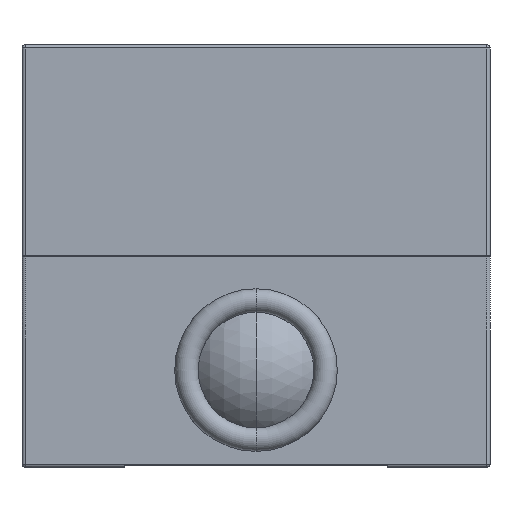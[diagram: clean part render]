
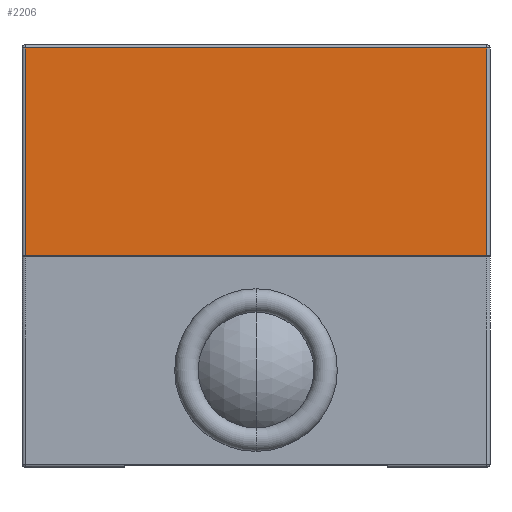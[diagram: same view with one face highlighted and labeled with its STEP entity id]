
A CAD part, front view. The second image highlights one B-rep face of the part: STEP entity #2206.
In plain terms, the highlighted planar face has unit normal (0, -1, 0).
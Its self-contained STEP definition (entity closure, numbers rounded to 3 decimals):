
#203 = CARTESIAN_POINT ( 'NONE',  ( 35.5, -75., 32. ) ) ;
#313 = CARTESIAN_POINT ( 'NONE',  ( 35.5, -75., 32.5 ) ) ;
#488 = VECTOR ( 'NONE', #784, 1000. ) ;
#577 = EDGE_CURVE ( 'NONE', #1639, #590, #602, .T. ) ;
#590 = VERTEX_POINT ( 'NONE', #3432 ) ;
#602 = LINE ( 'NONE', #4162, #5381 ) ;
#784 = DIRECTION ( 'NONE',  ( 0., 0., 1. ) ) ;
#975 = EDGE_LOOP ( 'NONE', ( #2457, #3117, #3388, #5339 ) ) ;
#1451 = CARTESIAN_POINT ( 'NONE',  ( -36., -75., 0.1 ) ) ;
#1518 = LINE ( 'NONE', #1451, #3986 ) ;
#1594 = DIRECTION ( 'NONE',  ( -1., 0., 0. ) ) ;
#1639 = VERTEX_POINT ( 'NONE', #203 ) ;
#1890 = LINE ( 'NONE', #5686, #3007 ) ;
#1967 = EDGE_CURVE ( 'NONE', #590, #4965, #1890, .T. ) ;
#2135 = EDGE_CURVE ( 'NONE', #4965, #3507, #1518, .T. ) ;
#2206 = ADVANCED_FACE ( 'NONE', ( #5669 ), #3392, .F. ) ;
#2457 = ORIENTED_EDGE ( 'NONE', *, *, #2135, .T. ) ;
#2514 = DIRECTION ( 'NONE',  ( 0., 0., -1. ) ) ;
#2725 = LINE ( 'NONE', #313, #488 ) ;
#2781 = CARTESIAN_POINT ( 'NONE',  ( 35.5, -75., 0.1 ) ) ;
#2926 = AXIS2_PLACEMENT_3D ( 'NONE', #4258, #4360, #1594 ) ;
#3007 = VECTOR ( 'NONE', #2514, 1000. ) ;
#3117 = ORIENTED_EDGE ( 'NONE', *, *, #3429, .T. ) ;
#3354 = CARTESIAN_POINT ( 'NONE',  ( -35.5, -75., 0.1 ) ) ;
#3388 = ORIENTED_EDGE ( 'NONE', *, *, #577, .T. ) ;
#3392 = PLANE ( 'NONE',  #2926 ) ;
#3429 = EDGE_CURVE ( 'NONE', #3507, #1639, #2725, .T. ) ;
#3432 = CARTESIAN_POINT ( 'NONE',  ( -35.5, -75., 32. ) ) ;
#3507 = VERTEX_POINT ( 'NONE', #2781 ) ;
#3986 = VECTOR ( 'NONE', #4680, 1000. ) ;
#4162 = CARTESIAN_POINT ( 'NONE',  ( -36., -75., 32. ) ) ;
#4258 = CARTESIAN_POINT ( 'NONE',  ( -36., -75., 32.5 ) ) ;
#4360 = DIRECTION ( 'NONE',  ( 0., 1., 0. ) ) ;
#4680 = DIRECTION ( 'NONE',  ( 1., 0., 0. ) ) ;
#4965 = VERTEX_POINT ( 'NONE', #3354 ) ;
#5339 = ORIENTED_EDGE ( 'NONE', *, *, #1967, .T. ) ;
#5381 = VECTOR ( 'NONE', #5950, 1000. ) ;
#5669 = FACE_OUTER_BOUND ( 'NONE', #975, .T. ) ;
#5686 = CARTESIAN_POINT ( 'NONE',  ( -35.5, -75., 32.5 ) ) ;
#5950 = DIRECTION ( 'NONE',  ( -1., 0., 0. ) ) ;
